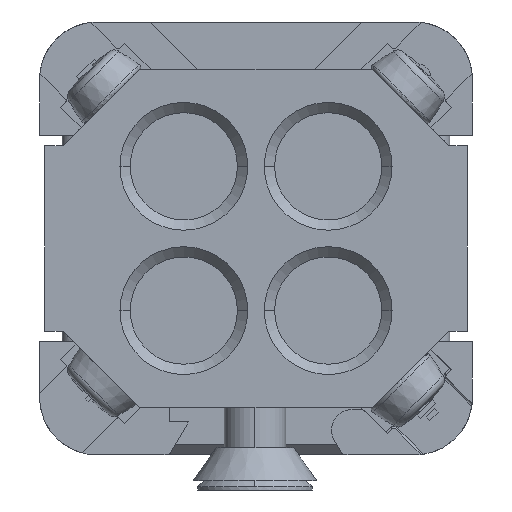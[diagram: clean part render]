
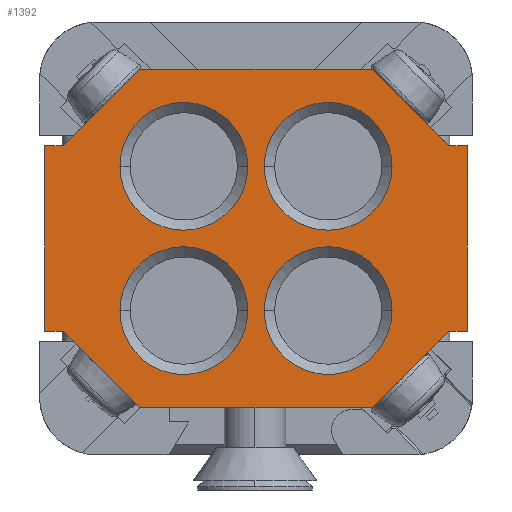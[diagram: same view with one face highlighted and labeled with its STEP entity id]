
A CAD part, front view. The second image highlights one B-rep face of the part: STEP entity #1392.
In plain terms, the highlighted planar face has unit normal (0, -1, 0).
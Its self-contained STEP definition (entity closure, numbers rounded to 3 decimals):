
#303=FACE_BOUND('',#3542,.T.);
#304=FACE_BOUND('',#3543,.T.);
#305=FACE_BOUND('',#3544,.T.);
#306=FACE_BOUND('',#3545,.T.);
#307=FACE_BOUND('',#3546,.T.);
#429=PLANE('',#20980);
#1392=ADVANCED_FACE('1005',(#303,#304,#305,#306,#307),#429,.T.);
#3542=EDGE_LOOP('',(#5278,#5279,#5280,#5281,#5282,#5283,#5284,#5285,#5286,
#5287,#5288,#5289));
#3543=EDGE_LOOP('',(#5290,#5291));
#3544=EDGE_LOOP('',(#5292,#5293));
#3545=EDGE_LOOP('',(#5294,#5295));
#3546=EDGE_LOOP('',(#5296,#5297));
#4599=CIRCLE('',#20884,3.1);
#4601=CIRCLE('',#20887,3.1);
#4613=CIRCLE('',#20906,3.1);
#4615=CIRCLE('',#20909,3.1);
#4635=CIRCLE('',#20955,3.1);
#4637=CIRCLE('',#20958,3.1);
#4647=CIRCLE('',#20974,3.1);
#4649=CIRCLE('',#20977,3.1);
#5278=ORIENTED_EDGE('',*,*,#13099,.F.);
#5279=ORIENTED_EDGE('',*,*,#13100,.T.);
#5280=ORIENTED_EDGE('',*,*,#13101,.F.);
#5281=ORIENTED_EDGE('',*,*,#13102,.T.);
#5282=ORIENTED_EDGE('',*,*,#13103,.T.);
#5283=ORIENTED_EDGE('',*,*,#13104,.T.);
#5284=ORIENTED_EDGE('',*,*,#12778,.F.);
#5285=ORIENTED_EDGE('',*,*,#13105,.F.);
#5286=ORIENTED_EDGE('',*,*,#12783,.F.);
#5287=ORIENTED_EDGE('',*,*,#13106,.T.);
#5288=ORIENTED_EDGE('',*,*,#13107,.T.);
#5289=ORIENTED_EDGE('',*,*,#13108,.T.);
#5290=ORIENTED_EDGE('',*,*,#12875,.T.);
#5291=ORIENTED_EDGE('',*,*,#12872,.T.);
#5292=ORIENTED_EDGE('',*,*,#13094,.T.);
#5293=ORIENTED_EDGE('',*,*,#13091,.T.);
#5294=ORIENTED_EDGE('',*,*,#12962,.T.);
#5295=ORIENTED_EDGE('',*,*,#12965,.T.);
#5296=ORIENTED_EDGE('',*,*,#13067,.T.);
#5297=ORIENTED_EDGE('',*,*,#13070,.T.);
#10805=VERTEX_POINT('',#27422);
#10806=VERTEX_POINT('',#27424);
#10807=VERTEX_POINT('',#27428);
#10809=VERTEX_POINT('',#27432);
#10890=VERTEX_POINT('',#27615);
#10891=VERTEX_POINT('',#27617);
#10973=VERTEX_POINT('',#27805);
#10974=VERTEX_POINT('',#27807);
#11047=VERTEX_POINT('',#28135);
#11048=VERTEX_POINT('',#28137);
#11063=VERTEX_POINT('',#28226);
#11064=VERTEX_POINT('',#28228);
#11068=VERTEX_POINT('',#28243);
#11069=VERTEX_POINT('',#28244);
#11070=VERTEX_POINT('',#28246);
#11071=VERTEX_POINT('',#28248);
#11072=VERTEX_POINT('',#28250);
#11073=VERTEX_POINT('',#28252);
#11074=VERTEX_POINT('',#28256);
#11075=VERTEX_POINT('',#28258);
#12778=EDGE_CURVE('',#10805,#10806,#15731,.T.);
#12783=EDGE_CURVE('',#10809,#10807,#15736,.T.);
#12872=EDGE_CURVE('4410',#10891,#10890,#4599,.T.);
#12875=EDGE_CURVE('4412',#10890,#10891,#4601,.T.);
#12962=EDGE_CURVE('4420',#10974,#10973,#4613,.T.);
#12965=EDGE_CURVE('4418',#10973,#10974,#4615,.T.);
#13067=EDGE_CURVE('4424',#11048,#11047,#4635,.T.);
#13070=EDGE_CURVE('4422',#11047,#11048,#4637,.T.);
#13091=EDGE_CURVE('4414',#11064,#11063,#4647,.T.);
#13094=EDGE_CURVE('4416',#11063,#11064,#4649,.T.);
#13099=EDGE_CURVE('',#11068,#11069,#15960,.T.);
#13100=EDGE_CURVE('',#11068,#11070,#15961,.T.);
#13101=EDGE_CURVE('',#11071,#11070,#15962,.T.);
#13102=EDGE_CURVE('',#11071,#11072,#15963,.T.);
#13103=EDGE_CURVE('',#11072,#11073,#15964,.T.);
#13104=EDGE_CURVE('',#11073,#10806,#15965,.T.);
#13105=EDGE_CURVE('',#10807,#10805,#15966,.T.);
#13106=EDGE_CURVE('',#10809,#11074,#15967,.T.);
#13107=EDGE_CURVE('',#11074,#11075,#15968,.T.);
#13108=EDGE_CURVE('',#11075,#11069,#15969,.T.);
#15731=LINE('',#27423,#18312);
#15736=LINE('',#27433,#18317);
#15960=LINE('',#28242,#18541);
#15961=LINE('',#28245,#18542);
#15962=LINE('',#28247,#18543);
#15963=LINE('',#28249,#18544);
#15964=LINE('',#28251,#18545);
#15965=LINE('',#28253,#18546);
#15966=LINE('',#28254,#18547);
#15967=LINE('',#28255,#18548);
#15968=LINE('',#28257,#18549);
#15969=LINE('',#28259,#18550);
#18312=VECTOR('',#22230,1.);
#18317=VECTOR('',#22237,1.);
#18541=VECTOR('',#22707,1.);
#18542=VECTOR('',#22708,1.);
#18543=VECTOR('',#22709,1.);
#18544=VECTOR('',#22710,1.);
#18545=VECTOR('',#22711,1.);
#18546=VECTOR('',#22712,1.);
#18547=VECTOR('',#22713,1.);
#18548=VECTOR('',#22714,1.);
#18549=VECTOR('',#22715,1.);
#18550=VECTOR('',#22716,1.);
#20884=AXIS2_PLACEMENT_3D('',#27616,#22366,#22367);
#20887=AXIS2_PLACEMENT_3D('',#27621,#22373,#22374);
#20906=AXIS2_PLACEMENT_3D('',#27806,#22484,#22485);
#20909=AXIS2_PLACEMENT_3D('',#27811,#22491,#22492);
#20955=AXIS2_PLACEMENT_3D('',#28136,#22646,#22647);
#20958=AXIS2_PLACEMENT_3D('',#28141,#22653,#22654);
#20974=AXIS2_PLACEMENT_3D('',#28227,#22690,#22691);
#20977=AXIS2_PLACEMENT_3D('',#28232,#22697,#22698);
#20980=AXIS2_PLACEMENT_3D('',#28260,#22717,#22718);
#22230=DIRECTION('',(1.,0.,0.));
#22237=DIRECTION('',(-1.,0.,0.));
#22366=DIRECTION('',(0.,1.,0.));
#22367=DIRECTION('',(-1.,0.,0.));
#22373=DIRECTION('',(0.,1.,0.));
#22374=DIRECTION('',(1.,0.,0.));
#22484=DIRECTION('',(0.,1.,0.));
#22485=DIRECTION('',(-1.,0.,0.));
#22491=DIRECTION('',(0.,1.,0.));
#22492=DIRECTION('',(1.,0.,0.));
#22646=DIRECTION('',(0.,1.,0.));
#22647=DIRECTION('',(-1.,0.,0.));
#22653=DIRECTION('',(0.,1.,0.));
#22654=DIRECTION('',(1.,0.,0.));
#22690=DIRECTION('',(0.,1.,0.));
#22691=DIRECTION('',(-1.,0.,0.));
#22697=DIRECTION('',(0.,1.,0.));
#22698=DIRECTION('',(1.,0.,0.));
#22707=DIRECTION('',(-1.,0.,0.));
#22708=DIRECTION('',(0.,0.,1.));
#22709=DIRECTION('',(1.,0.,0.));
#22710=DIRECTION('',(-0.707,0.,0.707));
#22711=DIRECTION('',(-1.,0.,0.));
#22712=DIRECTION('',(-0.707,0.,-0.707));
#22713=DIRECTION('',(0.,0.,1.));
#22714=DIRECTION('',(0.707,0.,-0.707));
#22715=DIRECTION('',(1.,0.,0.));
#22716=DIRECTION('',(0.707,0.,0.707));
#22717=DIRECTION('',(0.,-1.,0.));
#22718=DIRECTION('',(1.,0.,0.));
#27422=CARTESIAN_POINT('',(-10.25,-3.,4.5));
#27423=CARTESIAN_POINT('',(0.,-3.,4.5));
#27424=CARTESIAN_POINT('',(-9.35,-3.,4.5));
#27428=CARTESIAN_POINT('',(-10.25,-3.,-4.5));
#27432=CARTESIAN_POINT('',(-9.35,-3.,-4.5));
#27433=CARTESIAN_POINT('',(0.,-3.,-4.5));
#27615=CARTESIAN_POINT('',(6.6,-3.,-3.5));
#27616=CARTESIAN_POINT('',(3.5,-3.,-3.5));
#27617=CARTESIAN_POINT('',(0.4,-3.,-3.5));
#27621=CARTESIAN_POINT('',(3.5,-3.,-3.5));
#27805=CARTESIAN_POINT('',(-0.4,-3.,3.5));
#27806=CARTESIAN_POINT('',(-3.5,-3.,3.5));
#27807=CARTESIAN_POINT('',(-6.6,-3.,3.5));
#27811=CARTESIAN_POINT('',(-3.5,-3.,3.5));
#28135=CARTESIAN_POINT('',(6.6,-3.,3.5));
#28136=CARTESIAN_POINT('',(3.5,-3.,3.5));
#28137=CARTESIAN_POINT('',(0.4,-3.,3.5));
#28141=CARTESIAN_POINT('',(3.5,-3.,3.5));
#28226=CARTESIAN_POINT('',(-0.4,-3.,-3.5));
#28227=CARTESIAN_POINT('',(-3.5,-3.,-3.5));
#28228=CARTESIAN_POINT('',(-6.6,-3.,-3.5));
#28232=CARTESIAN_POINT('',(-3.5,-3.,-3.5));
#28242=CARTESIAN_POINT('',(0.,-3.,-4.5));
#28243=CARTESIAN_POINT('',(10.25,-3.,-4.5));
#28244=CARTESIAN_POINT('',(9.35,-3.,-4.5));
#28245=CARTESIAN_POINT('',(10.25,-3.,0.));
#28246=CARTESIAN_POINT('',(10.25,-3.,4.5));
#28247=CARTESIAN_POINT('',(0.,-3.,4.5));
#28248=CARTESIAN_POINT('',(9.35,-3.,4.5));
#28249=CARTESIAN_POINT('',(6.925,-3.,6.925));
#28250=CARTESIAN_POINT('',(5.65,-3.,8.2));
#28251=CARTESIAN_POINT('',(0.,-3.,8.2));
#28252=CARTESIAN_POINT('',(-5.65,-3.,8.2));
#28253=CARTESIAN_POINT('',(-6.925,-3.,6.925));
#28254=CARTESIAN_POINT('',(-10.25,-3.,3.6));
#28255=CARTESIAN_POINT('',(-6.925,-3.,-6.925));
#28256=CARTESIAN_POINT('',(-5.65,-3.,-8.2));
#28257=CARTESIAN_POINT('',(0.,-3.,-8.2));
#28258=CARTESIAN_POINT('',(5.65,-3.,-8.2));
#28259=CARTESIAN_POINT('',(6.925,-3.,-6.925));
#28260=CARTESIAN_POINT('',(0.,-3.,0.));
